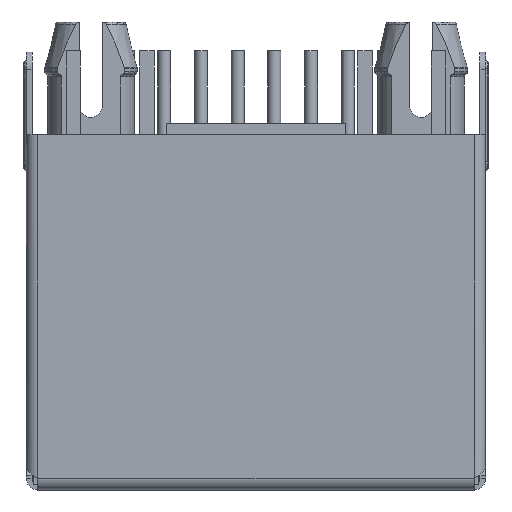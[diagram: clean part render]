
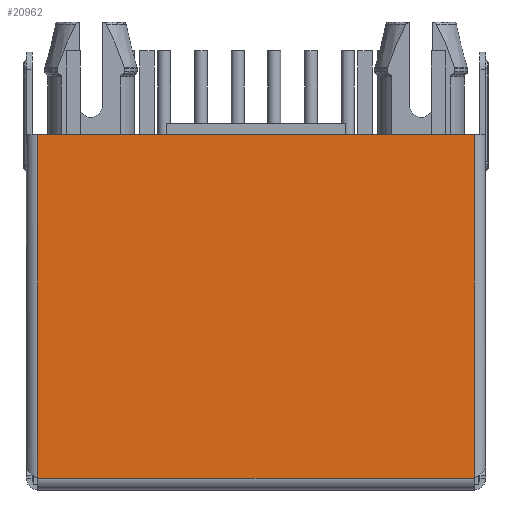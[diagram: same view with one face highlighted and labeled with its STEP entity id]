
A CAD part, front view. The second image highlights one B-rep face of the part: STEP entity #20962.
In plain terms, the highlighted planar face has unit normal (0, -1, 0).
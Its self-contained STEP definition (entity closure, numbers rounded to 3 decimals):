
#15264=DIRECTION('',(0.,0.,1.));
#15265=VECTOR('',#15264,11.9);
#15266=CARTESIAN_POINT('',(-7.55,-8.3,0.4));
#15267=LINE('',#15266,#15265);
#15268=DIRECTION('',(1.,0.,0.));
#15269=VECTOR('',#15268,15.1);
#15270=CARTESIAN_POINT('',(-7.55,-8.3,12.3));
#15271=LINE('',#15270,#15269);
#15272=DIRECTION('',(0.,0.,-1.));
#15273=VECTOR('',#15272,11.9);
#15274=CARTESIAN_POINT('',(7.55,-8.3,12.3));
#15275=LINE('',#15274,#15273);
#15276=DIRECTION('',(-1.,0.,0.));
#15277=VECTOR('',#15276,15.1);
#15278=CARTESIAN_POINT('',(7.55,-8.3,0.4));
#15279=LINE('',#15278,#15277);
#16768=CARTESIAN_POINT('',(7.55,-8.3,0.4));
#16769=VERTEX_POINT('',#16768);
#16776=CARTESIAN_POINT('',(-7.55,-8.3,0.4));
#16777=VERTEX_POINT('',#16776);
#17152=CARTESIAN_POINT('',(-7.55,-8.3,12.3));
#17153=VERTEX_POINT('',#17152);
#17170=CARTESIAN_POINT('',(7.55,-8.3,12.3));
#17171=VERTEX_POINT('',#17170);
#20951=CARTESIAN_POINT('',(0.,-8.3,6.35));
#20952=DIRECTION('',(0.,1.,0.));
#20953=DIRECTION('',(1.,0.,0.));
#20954=AXIS2_PLACEMENT_3D('',#20951,#20952,#20953);
#20955=PLANE('',#20954);
#20956=ORIENTED_EDGE('',*,*,#19881,.T.);
#20957=ORIENTED_EDGE('',*,*,#19905,.T.);
#20958=ORIENTED_EDGE('',*,*,#20945,.T.);
#20959=ORIENTED_EDGE('',*,*,#17900,.T.);
#20960=EDGE_LOOP('',(#20956,#20957,#20958,#20959));
#20961=FACE_OUTER_BOUND('',#20960,.F.);
#20962=ADVANCED_FACE('',(#20961),#20955,.F.);
#17900=EDGE_CURVE('',#16769,#16777,#15279,.T.);
#19881=EDGE_CURVE('',#16777,#17153,#15267,.T.);
#19905=EDGE_CURVE('',#17153,#17171,#15271,.T.);
#20945=EDGE_CURVE('',#17171,#16769,#15275,.T.);
